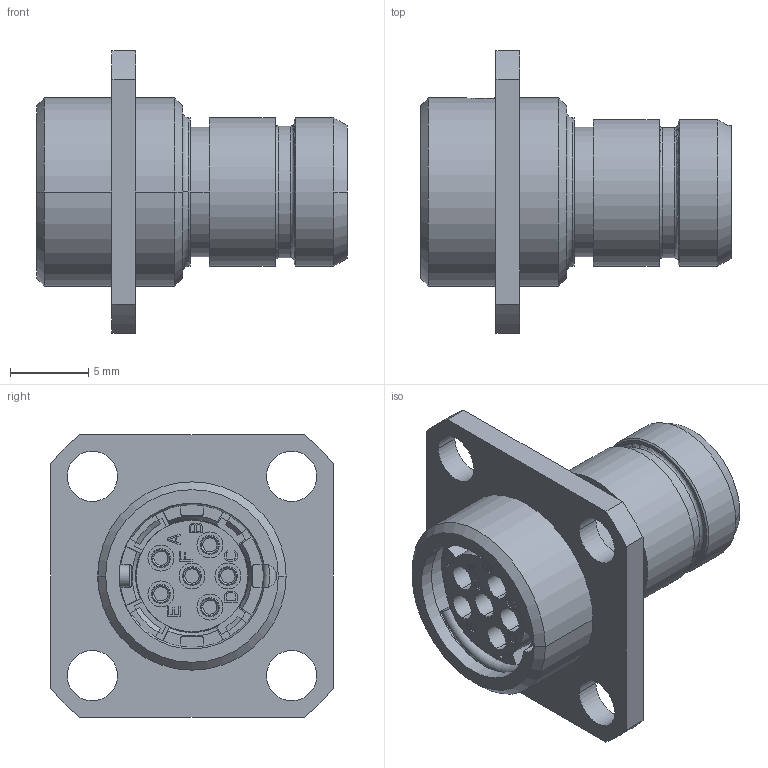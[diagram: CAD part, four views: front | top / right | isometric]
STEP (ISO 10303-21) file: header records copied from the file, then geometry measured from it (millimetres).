
FILE_DESCRIPTION((''),'2;1');
FILE_NAME('1332E006FS','2024-07-25T13:05:10',('paultorloting'),('NET AG system integration'),'CREO PARAMETRIC BY PTC INC, 2021404','CREO PARAMETRIC BY PTC INC, 2021404','');
FILE_SCHEMA(('AUTOMOTIVE_DESIGN { 1 0 10303 214 1 1 1 1 }'));
Length unit declared in the file: millimetre
Products named in the file (1): 1332E006FS
Bounding box: 19.8 x 18 x 18 mm (x, y, z)
Volume: 1636.8 mm3; surface area: 2773.5 mm2
Topology: 1 solids, 7 shells, 660 faces, 1705 edges, 1112 vertices
Faces by surface type: plane 415, cylinder 158, torus 44, cone 43
Entity records: 25472 total; most frequent: CARTESIAN_POINT 4224, ORIENTED_EDGE 3410, DIRECTION 3397, EDGE_CURVE 1705, VECTOR 1198, LINE 1198, VERTEX_POINT 1112, AXIS2_PLACEMENT_3D 1098
